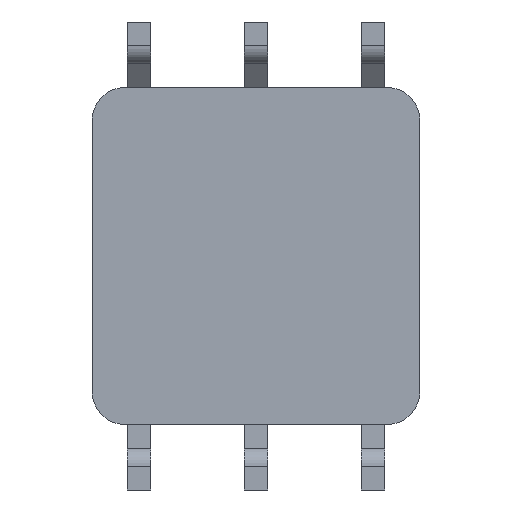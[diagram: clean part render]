
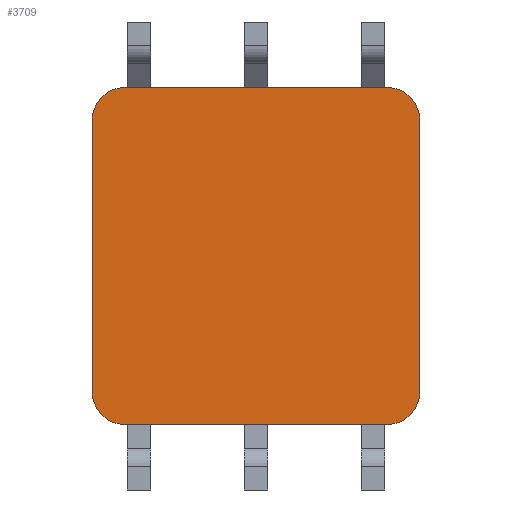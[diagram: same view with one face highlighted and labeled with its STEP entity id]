
A CAD part, front view. The second image highlights one B-rep face of the part: STEP entity #3709.
In plain terms, the highlighted planar face has unit normal (0, -1, 0).
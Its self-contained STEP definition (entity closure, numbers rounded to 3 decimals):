
#4 = CARTESIAN_POINT ( 'NONE',  ( -2.8, 0., 2.9 ) ) ;
#138 = LINE ( 'NONE', #2172, #1255 ) ;
#228 = VERTEX_POINT ( 'NONE', #4480 ) ;
#352 = DIRECTION ( 'NONE',  ( 0., 1., 0. ) ) ;
#366 = PLANE ( 'NONE',  #586 ) ;
#392 = EDGE_CURVE ( 'NONE', #2924, #2486, #677, .T. ) ;
#417 = DIRECTION ( 'NONE',  ( 1., 0., 0. ) ) ;
#493 = EDGE_CURVE ( 'NONE', #2486, #3586, #504, .T. ) ;
#504 = CIRCLE ( 'NONE', #4000, 0.7 ) ;
#558 = AXIS2_PLACEMENT_3D ( 'NONE', #4, #3204, #4239 ) ;
#586 = AXIS2_PLACEMENT_3D ( 'NONE', #1780, #352, #711 ) ;
#610 = CARTESIAN_POINT ( 'NONE',  ( 3.5, 0., -2.9 ) ) ;
#665 = DIRECTION ( 'NONE',  ( 0., 1., 0. ) ) ;
#677 = LINE ( 'NONE', #4305, #849 ) ;
#680 = VECTOR ( 'NONE', #417, 1000. ) ;
#711 = DIRECTION ( 'NONE',  ( 0., 0., 1. ) ) ;
#745 = CIRCLE ( 'NONE', #1721, 0.7 ) ;
#849 = VECTOR ( 'NONE', #3647, 1000. ) ;
#974 = DIRECTION ( 'NONE',  ( 0., 0., 1. ) ) ;
#1049 = AXIS2_PLACEMENT_3D ( 'NONE', #3443, #665, #1733 ) ;
#1117 = CARTESIAN_POINT ( 'NONE',  ( 2.8, 0., 3.6 ) ) ;
#1181 = ORIENTED_EDGE ( 'NONE', *, *, #392, .F. ) ;
#1184 = EDGE_CURVE ( 'NONE', #1231, #4081, #2799, .T. ) ;
#1208 = DIRECTION ( 'NONE',  ( 0., 0., 1. ) ) ;
#1231 = VERTEX_POINT ( 'NONE', #2957 ) ;
#1255 = VECTOR ( 'NONE', #2136, 1000. ) ;
#1298 = CIRCLE ( 'NONE', #1049, 0.7 ) ;
#1499 = CARTESIAN_POINT ( 'NONE',  ( -2.8, 0., -3.6 ) ) ;
#1599 = ORIENTED_EDGE ( 'NONE', *, *, #2758, .F. ) ;
#1721 = AXIS2_PLACEMENT_3D ( 'NONE', #4144, #3464, #974 ) ;
#1733 = DIRECTION ( 'NONE',  ( 0., 0., 1. ) ) ;
#1780 = CARTESIAN_POINT ( 'NONE',  ( 2.8, 0., -2.9 ) ) ;
#1854 = EDGE_CURVE ( 'NONE', #228, #2622, #138, .T. ) ;
#1886 = ORIENTED_EDGE ( 'NONE', *, *, #1184, .F. ) ;
#1931 = CARTESIAN_POINT ( 'NONE',  ( 2.8, 0., -2.9 ) ) ;
#2017 = CIRCLE ( 'NONE', #558, 0.7 ) ;
#2053 = CARTESIAN_POINT ( 'NONE',  ( 3.5, 0., 2.9 ) ) ;
#2136 = DIRECTION ( 'NONE',  ( 0., 0., 1. ) ) ;
#2172 = CARTESIAN_POINT ( 'NONE',  ( -3.5, 0., 2.9 ) ) ;
#2248 = LINE ( 'NONE', #4495, #3376 ) ;
#2402 = ORIENTED_EDGE ( 'NONE', *, *, #2789, .F. ) ;
#2486 = VERTEX_POINT ( 'NONE', #610 ) ;
#2495 = VERTEX_POINT ( 'NONE', #1499 ) ;
#2549 = ORIENTED_EDGE ( 'NONE', *, *, #1854, .F. ) ;
#2622 = VERTEX_POINT ( 'NONE', #4341 ) ;
#2758 = EDGE_CURVE ( 'NONE', #4081, #2924, #745, .T. ) ;
#2789 = EDGE_CURVE ( 'NONE', #3586, #2495, #2248, .T. ) ;
#2799 = LINE ( 'NONE', #1117, #680 ) ;
#2924 = VERTEX_POINT ( 'NONE', #2053 ) ;
#2957 = CARTESIAN_POINT ( 'NONE',  ( -2.8, 0., 3.6 ) ) ;
#3088 = CARTESIAN_POINT ( 'NONE',  ( 2.8, 0., 3.6 ) ) ;
#3204 = DIRECTION ( 'NONE',  ( 0., 1., 0. ) ) ;
#3376 = VECTOR ( 'NONE', #3777, 1000. ) ;
#3388 = DIRECTION ( 'NONE',  ( 0., 1., 0. ) ) ;
#3443 = CARTESIAN_POINT ( 'NONE',  ( -2.8, 0., -2.9 ) ) ;
#3464 = DIRECTION ( 'NONE',  ( 0., 1., 0. ) ) ;
#3586 = VERTEX_POINT ( 'NONE', #3828 ) ;
#3592 = FACE_OUTER_BOUND ( 'NONE', #4048, .T. ) ;
#3647 = DIRECTION ( 'NONE',  ( 0., 0., -1. ) ) ;
#3709 = ADVANCED_FACE ( 'NONE', ( #3592 ), #366, .F. ) ;
#3777 = DIRECTION ( 'NONE',  ( -1., 0., 0. ) ) ;
#3828 = CARTESIAN_POINT ( 'NONE',  ( 2.8, 0., -3.6 ) ) ;
#3911 = EDGE_CURVE ( 'NONE', #2495, #228, #1298, .T. ) ;
#4000 = AXIS2_PLACEMENT_3D ( 'NONE', #1931, #3388, #1208 ) ;
#4048 = EDGE_LOOP ( 'NONE', ( #4366, #1181, #1599, #1886, #4428, #2549, #4262, #2402 ) ) ;
#4081 = VERTEX_POINT ( 'NONE', #3088 ) ;
#4135 = EDGE_CURVE ( 'NONE', #2622, #1231, #2017, .T. ) ;
#4144 = CARTESIAN_POINT ( 'NONE',  ( 2.8, 0., 2.9 ) ) ;
#4239 = DIRECTION ( 'NONE',  ( 0., 0., -1. ) ) ;
#4262 = ORIENTED_EDGE ( 'NONE', *, *, #3911, .F. ) ;
#4305 = CARTESIAN_POINT ( 'NONE',  ( 3.5, 0., 2.9 ) ) ;
#4341 = CARTESIAN_POINT ( 'NONE',  ( -3.5, 0., 2.9 ) ) ;
#4366 = ORIENTED_EDGE ( 'NONE', *, *, #493, .F. ) ;
#4428 = ORIENTED_EDGE ( 'NONE', *, *, #4135, .F. ) ;
#4480 = CARTESIAN_POINT ( 'NONE',  ( -3.5, 0., -2.9 ) ) ;
#4495 = CARTESIAN_POINT ( 'NONE',  ( 2.8, 0., -3.6 ) ) ;
